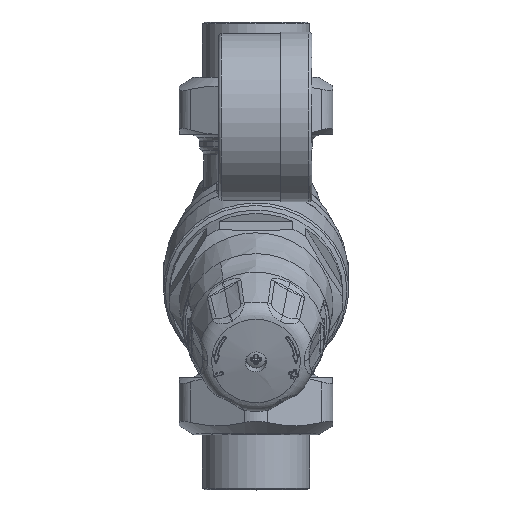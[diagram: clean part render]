
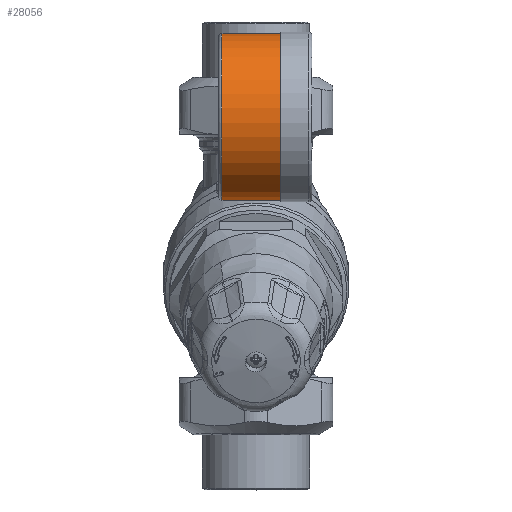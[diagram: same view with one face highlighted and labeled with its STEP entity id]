
A CAD part, top view. The second image highlights one B-rep face of the part: STEP entity #28056.
In plain terms, the highlighted cylindrical face has radius 25.5 mm (diameter 51 mm), a full revolution.
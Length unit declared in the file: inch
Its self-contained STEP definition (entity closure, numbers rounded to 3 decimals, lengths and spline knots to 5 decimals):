
#1253=FACE_BOUND('',#5975,.T.);
#2208=CIRCLE('',#31106,1.00394);
#2209=CIRCLE('',#31108,1.00394);
#2224=CIRCLE('',#31130,1.00394);
#2225=CIRCLE('',#31131,1.00394);
#2226=CIRCLE('',#31132,1.00394);
#2472=CYLINDRICAL_SURFACE('',#31129,1.00394);
#4373=FACE_OUTER_BOUND('',#5974,.T.);
#5974=EDGE_LOOP('',(#24163,#24164,#24165,#24166,#24167));
#5975=EDGE_LOOP('',(#24168,#24169,#24170,#24171));
#8116=LINE('',#76207,#9437);
#8124=LINE('',#76226,#9445);
#8128=LINE('',#76276,#9449);
#9437=VECTOR('',#38481,0.3937);
#9445=VECTOR('',#38499,0.3937);
#9449=VECTOR('',#38547,1.00394);
#11987=VERTEX_POINT('',#76205);
#11988=VERTEX_POINT('',#76206);
#11991=VERTEX_POINT('',#76214);
#11993=VERTEX_POINT('',#76220);
#12007=VERTEX_POINT('',#76271);
#12008=VERTEX_POINT('',#76272);
#12009=VERTEX_POINT('',#76275);
#16038=EDGE_CURVE('',#11987,#11988,#8116,.T.);
#16042=EDGE_CURVE('',#11991,#11987,#2208,.T.);
#16045=EDGE_CURVE('',#11988,#11993,#2209,.T.);
#16048=EDGE_CURVE('',#11993,#11991,#8124,.T.);
#16066=EDGE_CURVE('',#12007,#12008,#2224,.T.);
#16067=EDGE_CURVE('',#12008,#12007,#2225,.T.);
#16068=EDGE_CURVE('',#12008,#12009,#8128,.T.);
#16069=EDGE_CURVE('',#12009,#12009,#2226,.T.);
#24163=ORIENTED_EDGE('',*,*,#16066,.F.);
#24164=ORIENTED_EDGE('',*,*,#16067,.F.);
#24165=ORIENTED_EDGE('',*,*,#16068,.T.);
#24166=ORIENTED_EDGE('',*,*,#16069,.F.);
#24167=ORIENTED_EDGE('',*,*,#16068,.F.);
#24168=ORIENTED_EDGE('',*,*,#16042,.T.);
#24169=ORIENTED_EDGE('',*,*,#16038,.T.);
#24170=ORIENTED_EDGE('',*,*,#16045,.T.);
#24171=ORIENTED_EDGE('',*,*,#16048,.T.);
#28056=ADVANCED_FACE('',(#4373,#1253),#2472,.T.);
#31106=AXIS2_PLACEMENT_3D('',#76215,#38487,#38488);
#31108=AXIS2_PLACEMENT_3D('',#76221,#38493,#38494);
#31129=AXIS2_PLACEMENT_3D('',#76270,#38541,#38542);
#31130=AXIS2_PLACEMENT_3D('',#76273,#38543,#38544);
#31131=AXIS2_PLACEMENT_3D('',#76274,#38545,#38546);
#31132=AXIS2_PLACEMENT_3D('',#76277,#38548,#38549);
#38481=DIRECTION('',(-1.,0.,0.));
#38487=DIRECTION('center_axis',(1.,0.,0.));
#38488=DIRECTION('ref_axis',(0.,-0.961,0.276));
#38493=DIRECTION('center_axis',(-1.,0.,0.));
#38494=DIRECTION('ref_axis',(0.,-0.961,0.276));
#38499=DIRECTION('',(1.,0.,0.));
#38541=DIRECTION('center_axis',(-1.,0.,0.));
#38542=DIRECTION('ref_axis',(0.,-0.961,0.276));
#38543=DIRECTION('center_axis',(-1.,0.,0.));
#38544=DIRECTION('ref_axis',(0.,-0.961,0.276));
#38545=DIRECTION('center_axis',(-1.,0.,0.));
#38546=DIRECTION('ref_axis',(0.,-0.961,0.276));
#38547=DIRECTION('',(1.,0.,0.));
#38548=DIRECTION('center_axis',(1.,0.,0.));
#38549=DIRECTION('ref_axis',(0.,-0.961,0.276));
#76205=CARTESIAN_POINT('',(0.24498,1.3739,2.04713));
#76206=CARTESIAN_POINT('',(-0.24498,1.3739,2.04713));
#76207=CARTESIAN_POINT('',(-0.44875,1.3739,2.04713));
#76214=CARTESIAN_POINT('',(0.24498,0.90294,2.18227));
#76215=CARTESIAN_POINT('Origin',(0.24498,1.40694,3.05053));
#76220=CARTESIAN_POINT('',(-0.24498,0.90294,2.18227));
#76221=CARTESIAN_POINT('Origin',(-0.24498,1.40694,3.05053));
#76226=CARTESIAN_POINT('',(-0.44875,0.90294,2.18227));
#76270=CARTESIAN_POINT('Origin',(-0.44875,1.40694,3.05053));
#76271=CARTESIAN_POINT('',(-0.40938,0.44189,3.32725));
#76272=CARTESIAN_POINT('',(-0.40938,2.37198,2.7738));
#76273=CARTESIAN_POINT('Origin',(-0.40938,1.40694,3.05053));
#76274=CARTESIAN_POINT('Origin',(-0.40938,1.40694,3.05053));
#76275=CARTESIAN_POINT('',(0.29534,2.37198,2.7738));
#76276=CARTESIAN_POINT('',(-0.44875,2.37198,2.7738));
#76277=CARTESIAN_POINT('Origin',(0.29534,1.40694,3.05053));
